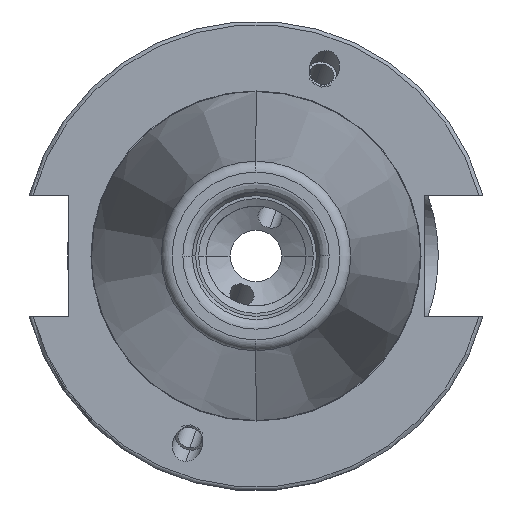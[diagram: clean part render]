
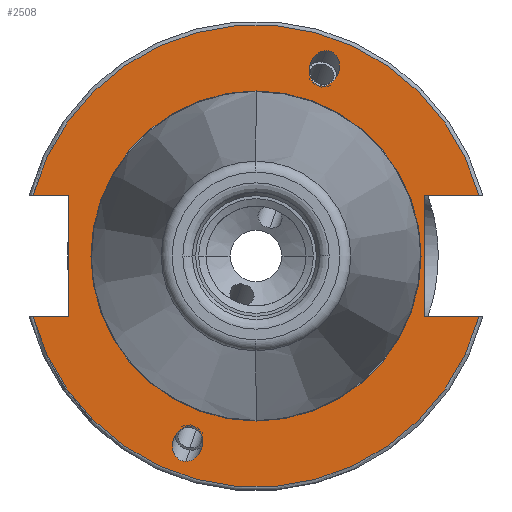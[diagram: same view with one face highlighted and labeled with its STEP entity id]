
A CAD part, left-side view. The second image highlights one B-rep face of the part: STEP entity #2508.
In plain terms, the highlighted planar face has unit normal (-1, 0, 0).
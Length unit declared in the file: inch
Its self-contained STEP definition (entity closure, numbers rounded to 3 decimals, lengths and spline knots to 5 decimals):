
#122=DIRECTION('',(0.,-1.,0.));
#123=VECTOR('',#122,0.1871);
#124=CARTESIAN_POINT('',(0.125,1.1871,-0.322));
#125=LINE('',#124,#123);
#126=DIRECTION('',(0.,0.,-1.));
#127=VECTOR('',#126,0.644);
#128=CARTESIAN_POINT('',(0.125,1.,0.322));
#129=LINE('',#128,#127);
#130=DIRECTION('',(0.,-1.,0.));
#131=VECTOR('',#130,0.1871);
#132=CARTESIAN_POINT('',(0.125,1.1871,0.322));
#133=LINE('',#132,#131);
#134=DIRECTION('',(0.,1.,0.));
#135=VECTOR('',#134,0.28947);
#136=CARTESIAN_POINT('',(0.125,-1.1871,0.322));
#137=LINE('',#136,#135);
#138=DIRECTION('',(0.,0.,-1.));
#139=VECTOR('',#138,0.644);
#140=CARTESIAN_POINT('',(0.125,-0.89764,0.322));
#141=LINE('',#140,#139);
#142=DIRECTION('',(0.,1.,0.));
#143=VECTOR('',#142,0.28947);
#144=CARTESIAN_POINT('',(0.125,-1.1871,-0.322));
#145=LINE('',#144,#143);
#146=CARTESIAN_POINT('',(0.125,0.,0.));
#147=DIRECTION('',(1.,0.,0.));
#148=DIRECTION('',(0.,1.,0.));
#149=AXIS2_PLACEMENT_3D('',#146,#147,#148);
#151=CARTESIAN_POINT('',(0.125,0.,0.));
#152=DIRECTION('',(1.,0.,0.));
#153=DIRECTION('',(0.,-1.,0.));
#154=AXIS2_PLACEMENT_3D('',#151,#152,#153);
#156=CARTESIAN_POINT('',(0.125,0.37393,-1.09314));
#157=CARTESIAN_POINT('',(0.125,0.36447,-1.09314));
#158=CARTESIAN_POINT('',(0.125,0.34358,-1.0891));
#159=CARTESIAN_POINT('',(0.125,0.31264,-1.06759));
#160=CARTESIAN_POINT('',(0.125,0.29053,-1.03375));
#161=CARTESIAN_POINT('',(0.125,0.28155,-0.99889));
#162=CARTESIAN_POINT('',(0.125,0.28286,-0.96402));
#163=CARTESIAN_POINT('',(0.125,0.29753,-0.93018));
#164=CARTESIAN_POINT('',(0.125,0.32374,-0.90867));
#165=CARTESIAN_POINT('',(0.125,0.34374,-0.90463));
#166=CARTESIAN_POINT('',(0.125,0.3532,-0.90463));
#168=CARTESIAN_POINT('',(0.125,0.3532,-0.90463));
#169=CARTESIAN_POINT('',(0.125,0.36266,-0.90463));
#170=CARTESIAN_POINT('',(0.125,0.38355,-0.90867));
#171=CARTESIAN_POINT('',(0.125,0.41449,-0.93018));
#172=CARTESIAN_POINT('',(0.125,0.4366,-0.96402));
#173=CARTESIAN_POINT('',(0.125,0.44558,-0.99889));
#174=CARTESIAN_POINT('',(0.125,0.44427,-1.03375));
#175=CARTESIAN_POINT('',(0.125,0.4296,-1.06759));
#176=CARTESIAN_POINT('',(0.125,0.40339,-1.0891));
#177=CARTESIAN_POINT('',(0.125,0.38339,-1.09314));
#178=CARTESIAN_POINT('',(0.125,0.37393,-1.09314));
#180=CARTESIAN_POINT('',(0.125,-0.37393,1.09314));
#181=CARTESIAN_POINT('',(0.125,-0.36447,1.09314));
#182=CARTESIAN_POINT('',(0.125,-0.34358,1.0891));
#183=CARTESIAN_POINT('',(0.125,-0.31264,1.06759));
#184=CARTESIAN_POINT('',(0.125,-0.29053,1.03375));
#185=CARTESIAN_POINT('',(0.125,-0.28155,0.99889));
#186=CARTESIAN_POINT('',(0.125,-0.28286,0.96402));
#187=CARTESIAN_POINT('',(0.125,-0.29753,0.93018));
#188=CARTESIAN_POINT('',(0.125,-0.32374,0.90867));
#189=CARTESIAN_POINT('',(0.125,-0.34374,0.90463));
#190=CARTESIAN_POINT('',(0.125,-0.3532,0.90463));
#192=CARTESIAN_POINT('',(0.125,-0.3532,0.90463));
#193=CARTESIAN_POINT('',(0.125,-0.36266,0.90463));
#194=CARTESIAN_POINT('',(0.125,-0.38355,0.90867));
#195=CARTESIAN_POINT('',(0.125,-0.41449,0.93018));
#196=CARTESIAN_POINT('',(0.125,-0.4366,0.96402));
#197=CARTESIAN_POINT('',(0.125,-0.44558,0.99889));
#198=CARTESIAN_POINT('',(0.125,-0.44427,1.03375));
#199=CARTESIAN_POINT('',(0.125,-0.4296,1.06759));
#200=CARTESIAN_POINT('',(0.125,-0.40339,1.0891));
#201=CARTESIAN_POINT('',(0.125,-0.38339,1.09314));
#202=CARTESIAN_POINT('',(0.125,-0.37393,1.09314));
#209=CARTESIAN_POINT('',(0.125,0.,0.));
#210=DIRECTION('',(-1.,0.,0.));
#211=DIRECTION('',(0.,0.965,-0.262));
#212=AXIS2_PLACEMENT_3D('',#209,#210,#211);
#268=CARTESIAN_POINT('',(0.125,-1.1871,-0.322));
#479=CARTESIAN_POINT('',(0.125,-1.1871,0.322));
#625=CARTESIAN_POINT('',(0.125,1.1871,0.322));
#646=CARTESIAN_POINT('',(0.125,0.,0.));
#647=DIRECTION('',(-1.,0.,0.));
#648=DIRECTION('',(0.,-0.965,0.262));
#649=AXIS2_PLACEMENT_3D('',#646,#647,#648);
#739=CARTESIAN_POINT('',(0.125,1.1871,-0.322));
#1994=CARTESIAN_POINT('',(0.125,1.,0.322));
#1995=CARTESIAN_POINT('',(0.125,1.,-0.322));
#1996=VERTEX_POINT('',#1994);
#1997=VERTEX_POINT('',#1995);
#2020=CARTESIAN_POINT('',(0.125,-0.89764,0.322));
#2021=CARTESIAN_POINT('',(0.125,-0.89764,-0.322));
#2022=VERTEX_POINT('',#2020);
#2023=VERTEX_POINT('',#2021);
#2102=CARTESIAN_POINT('',(0.125,0.8785,0.));
#2103=CARTESIAN_POINT('',(0.125,-0.8785,0.));
#2104=VERTEX_POINT('',#2102);
#2105=VERTEX_POINT('',#2103);
#2134=VERTEX_POINT('',#156);
#2135=VERTEX_POINT('',#166);
#2150=VERTEX_POINT('',#180);
#2151=VERTEX_POINT('',#190);
#2229=VERTEX_POINT('',#739);
#2230=VERTEX_POINT('',#268);
#2233=VERTEX_POINT('',#479);
#2234=VERTEX_POINT('',#625);
#2469=CARTESIAN_POINT('',(0.125,0.,0.));
#2470=DIRECTION('',(1.,0.,0.));
#2471=DIRECTION('',(0.,0.,1.));
#2472=AXIS2_PLACEMENT_3D('',#2469,#2470,#2471);
#2473=PLANE('',#2472);
#2475=ORIENTED_EDGE('',*,*,#2474,.F.);
#2477=ORIENTED_EDGE('',*,*,#2476,.T.);
#2479=ORIENTED_EDGE('',*,*,#2478,.F.);
#2481=ORIENTED_EDGE('',*,*,#2480,.F.);
#2483=ORIENTED_EDGE('',*,*,#2482,.F.);
#2485=ORIENTED_EDGE('',*,*,#2484,.T.);
#2487=ORIENTED_EDGE('',*,*,#2486,.T.);
#2489=ORIENTED_EDGE('',*,*,#2488,.F.);
#2490=EDGE_LOOP('',(#2475,#2477,#2479,#2481,#2483,#2485,#2487,#2489));
#2491=FACE_OUTER_BOUND('',#2490,.F.);
#2492=ORIENTED_EDGE('',*,*,#2451,.F.);
#2493=ORIENTED_EDGE('',*,*,#2436,.F.);
#2494=EDGE_LOOP('',(#2492,#2493));
#2495=FACE_BOUND('',#2494,.F.);
#2497=ORIENTED_EDGE('',*,*,#2496,.T.);
#2499=ORIENTED_EDGE('',*,*,#2498,.T.);
#2500=EDGE_LOOP('',(#2497,#2499));
#2501=FACE_BOUND('',#2500,.F.);
#2503=ORIENTED_EDGE('',*,*,#2502,.T.);
#2505=ORIENTED_EDGE('',*,*,#2504,.T.);
#2506=EDGE_LOOP('',(#2503,#2505));
#2507=FACE_BOUND('',#2506,.F.);
#2508=ADVANCED_FACE('',(#2491,#2495,#2501,#2507),#2473,.F.);
#150=CIRCLE('',#149,0.8785);
#155=CIRCLE('',#154,0.8785);
#167=B_SPLINE_CURVE_WITH_KNOTS('',3,(#156,#157,#158,#159,#160,#161,#162,#163,
#164,#165,#166),.UNSPECIFIED.,.F.,.F.,(4,1,1,1,1,1,1,1,4),(0.,0.125,0.25,
0.375,0.5,0.625,0.75,0.875,1.),.UNSPECIFIED.);
#179=B_SPLINE_CURVE_WITH_KNOTS('',3,(#168,#169,#170,#171,#172,#173,#174,#175,
#176,#177,#178),.UNSPECIFIED.,.F.,.F.,(4,1,1,1,1,1,1,1,4),(0.,0.125,0.25,
0.375,0.5,0.625,0.75,0.875,1.),.UNSPECIFIED.);
#191=B_SPLINE_CURVE_WITH_KNOTS('',3,(#180,#181,#182,#183,#184,#185,#186,#187,
#188,#189,#190),.UNSPECIFIED.,.F.,.F.,(4,1,1,1,1,1,1,1,4),(0.,0.125,0.25,
0.375,0.5,0.625,0.75,0.875,1.),.UNSPECIFIED.);
#203=B_SPLINE_CURVE_WITH_KNOTS('',3,(#192,#193,#194,#195,#196,#197,#198,#199,
#200,#201,#202),.UNSPECIFIED.,.F.,.F.,(4,1,1,1,1,1,1,1,4),(0.,0.125,0.25,
0.375,0.5,0.625,0.75,0.875,1.),.UNSPECIFIED.);
#213=CIRCLE('',#212,1.23);
#650=CIRCLE('',#649,1.23);
#2436=EDGE_CURVE('',#2105,#2104,#155,.T.);
#2451=EDGE_CURVE('',#2104,#2105,#150,.T.);
#2474=EDGE_CURVE('',#2229,#2230,#213,.T.);
#2476=EDGE_CURVE('',#2229,#1997,#125,.T.);
#2478=EDGE_CURVE('',#1996,#1997,#129,.T.);
#2480=EDGE_CURVE('',#2234,#1996,#133,.T.);
#2482=EDGE_CURVE('',#2233,#2234,#650,.T.);
#2484=EDGE_CURVE('',#2233,#2022,#137,.T.);
#2486=EDGE_CURVE('',#2022,#2023,#141,.T.);
#2488=EDGE_CURVE('',#2230,#2023,#145,.T.);
#2496=EDGE_CURVE('',#2134,#2135,#167,.T.);
#2498=EDGE_CURVE('',#2135,#2134,#179,.T.);
#2502=EDGE_CURVE('',#2150,#2151,#191,.T.);
#2504=EDGE_CURVE('',#2151,#2150,#203,.T.);
